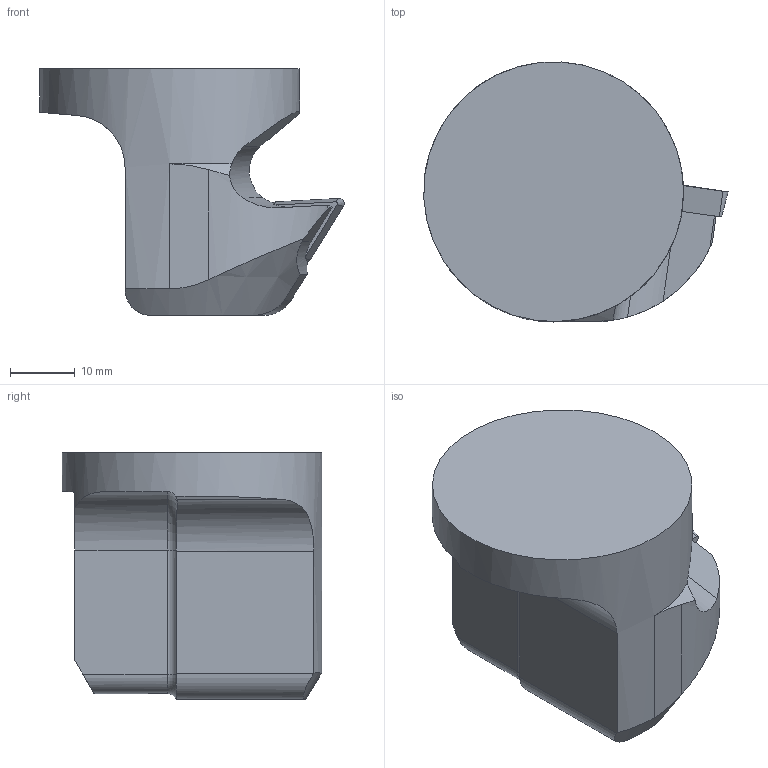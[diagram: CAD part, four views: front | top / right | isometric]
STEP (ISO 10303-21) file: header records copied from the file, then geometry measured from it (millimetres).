
FILE_DESCRIPTION(/* description */ (''),/* implementation_level */ '2;1');
FILE_NAME(/* name */ '1642418567593.stp',/* time_stamp */ '2022-01-17T16:53:08+05:00',/* author */ (''),/* organization */ ('SMS'),/* preprocessor_version */ 'ST-DEVELOPER v16.7',/* originating_system */ 'SIEMENS PLM Software NX 12.0',/* authorisation */ '');
FILE_SCHEMA (('AUTOMOTIVE_DESIGN { 1 0 10303 214 3 1 1 1 }'));
Length unit declared in the file: millimetre
Products named in the file (4): ASSEMBLY_CONSTRUCTION; IsoTurningInsert; 203921744mod000_00; 201715086mod000_01
Assembly tree (3 placements, depth 2):
  201715086mod000_01
    203921744mod000_00
    IsoTurningInsert
    ASSEMBLY_CONSTRUCTION
Bounding box: 46.86 x 39.96 x 38 mm (x, y, z)
Volume: 29857.8 mm3; surface area: 7334.1 mm2
Topology: 2 solids, 2 shells, 76 faces, 200 edges, 137 vertices
Faces by surface type: plane 33, cylinder 22, cone 11, torus 9, sphere 1
Full cylindrical faces by diameter (mm): 4.4 x2, 5.25 x1, 40 x1
Entity records: 2646 total; most frequent: CARTESIAN_POINT 657, DIRECTION 400, ORIENTED_EDGE 364, EDGE_CURVE 182, AXIS2_PLACEMENT_3D 160, VERTEX_POINT 123, EDGE_LOOP 91, LINE 80
